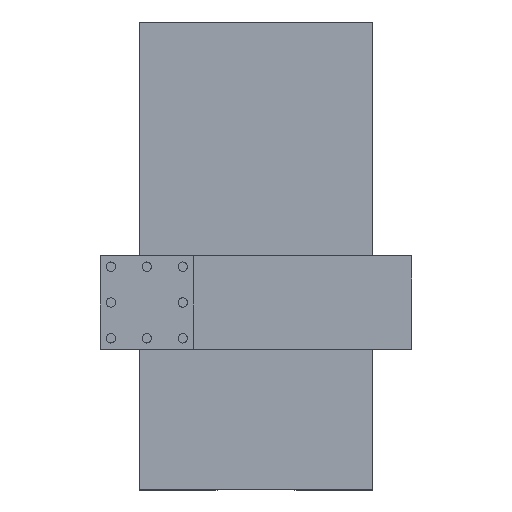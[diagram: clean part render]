
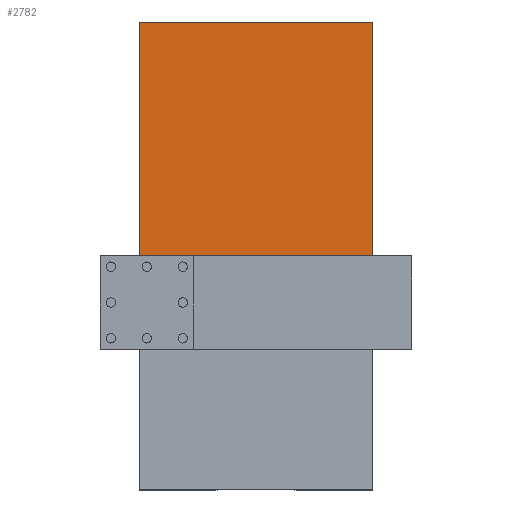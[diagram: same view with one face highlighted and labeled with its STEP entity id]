
A CAD part, top view. The second image highlights one B-rep face of the part: STEP entity #2782.
In plain terms, the highlighted planar face has unit normal (0, 0, 1).
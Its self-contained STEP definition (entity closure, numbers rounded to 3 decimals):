
#186=LINE('',#4237,#515);
#200=LINE('',#4265,#529);
#201=LINE('',#4267,#530);
#202=LINE('',#4269,#531);
#515=VECTOR('',#3470,1000.);
#529=VECTOR('',#3490,1000.);
#530=VECTOR('',#3491,1000.);
#531=VECTOR('',#3492,1000.);
#782=PLANE('',#3062);
#1141=ORIENTED_EDGE('',*,*,#1751,.F.);
#1142=ORIENTED_EDGE('',*,*,#1737,.T.);
#1143=ORIENTED_EDGE('',*,*,#1752,.T.);
#1144=ORIENTED_EDGE('',*,*,#1753,.F.);
#1737=EDGE_CURVE('',#2069,#2068,#186,.T.);
#1751=EDGE_CURVE('',#2069,#2080,#200,.T.);
#1752=EDGE_CURVE('',#2068,#2081,#201,.T.);
#1753=EDGE_CURVE('',#2080,#2081,#202,.T.);
#2068=VERTEX_POINT('',#4236);
#2069=VERTEX_POINT('',#4238);
#2080=VERTEX_POINT('',#4266);
#2081=VERTEX_POINT('',#4268);
#2350=EDGE_LOOP('',(#1141,#1142,#1143,#1144));
#2564=FACE_BOUND('',#2350,.T.);
#2782=ADVANCED_FACE('',(#2564),#782,.T.);
#3062=AXIS2_PLACEMENT_3D('',#4264,#3488,#3489);
#3470=DIRECTION('',(1.,0.,0.));
#3488=DIRECTION('',(0.,0.,1.));
#3489=DIRECTION('',(1.,0.,0.));
#3490=DIRECTION('',(0.,1.,0.));
#3491=DIRECTION('',(0.,1.,0.));
#3492=DIRECTION('',(1.,0.,0.));
#4236=CARTESIAN_POINT('',(75.,-150.,25.));
#4237=CARTESIAN_POINT('',(-100.,-150.,25.));
#4238=CARTESIAN_POINT('',(-75.,-150.,25.));
#4264=CARTESIAN_POINT('',(-75.,-300.,25.));
#4265=CARTESIAN_POINT('',(-75.,-300.,25.));
#4266=CARTESIAN_POINT('',(-75.,0.,25.));
#4267=CARTESIAN_POINT('',(75.,-300.,25.));
#4268=CARTESIAN_POINT('',(75.,0.,25.));
#4269=CARTESIAN_POINT('',(-75.,0.,25.));
